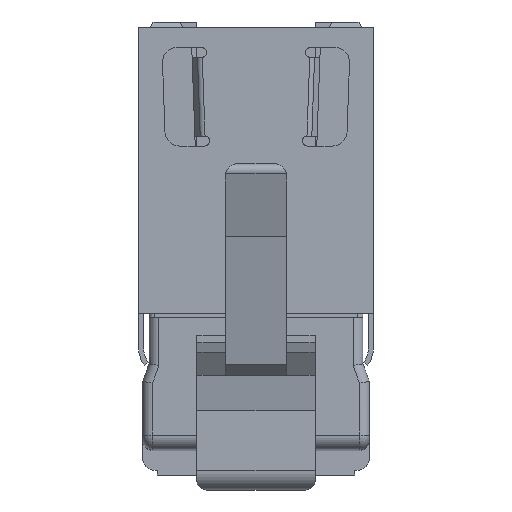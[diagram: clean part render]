
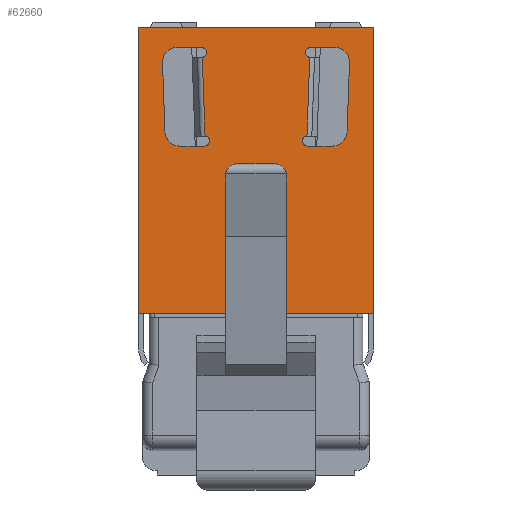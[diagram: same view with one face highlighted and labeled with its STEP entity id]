
A CAD part, top view. The second image highlights one B-rep face of the part: STEP entity #62660.
In plain terms, the highlighted face is planar.
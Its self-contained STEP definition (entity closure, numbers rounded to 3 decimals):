
#4700=CARTESIAN_POINT('',(2.77,-3.176,
28.279));
#4710=VERTEX_POINT('',#4700);
#5120=CARTESIAN_POINT('',(2.628,-3.176,
24.212));
#5130=VERTEX_POINT('',#5120);
#5160=CARTESIAN_POINT('',(1.991,-3.176,
5.97));
#5170=DIRECTION('',(-0.035,0.,-0.999));
#5180=VECTOR('',#5170,1.);
#5190=LINE('',#5160,#5180);
#5200=EDGE_CURVE('',#4710,#5130,#5190,.T.);
#8970=CARTESIAN_POINT('',(4.058,-3.176,
28.022));
#8980=DIRECTION('',(0.,1.,0.));
#8990=DIRECTION('',(-1.,0.,0.));
#9000=AXIS2_PLACEMENT_3D('',#8970,#8980,#8990);
#9010=CIRCLE('',#9000,0.762);
#9020=CARTESIAN_POINT('',(4.058,-3.176,
28.784));
#9030=VERTEX_POINT('',#9020);
#9040=CARTESIAN_POINT('',(4.82,-3.176,
27.996));
#9050=VERTEX_POINT('',#9040);
#9060=EDGE_CURVE('',#9030,#9050,#9010,.T.);
#10120=CARTESIAN_POINT('',(2.805,-3.176,
28.784));
#10130=VERTEX_POINT('',#10120);
#10160=CARTESIAN_POINT('',(0.,-3.176,
28.784));
#10170=DIRECTION('',(1.,0.,0.));
#10180=VECTOR('',#10170,1.);
#10190=LINE('',#10160,#10180);
#10200=EDGE_CURVE('',#10130,#9030,#10190,.T.);
#21490=CARTESIAN_POINT('',(-6.058,-3.176,
15.068));
#21500=VERTEX_POINT('',#21490);
#21530=CARTESIAN_POINT('',(0.927,-3.176,
15.068));
#21540=DIRECTION('',(-1.,0.,0.));
#21550=VECTOR('',#21540,1.);
#21560=LINE('',#21530,#21550);
#21570=CARTESIAN_POINT('',(6.058,-3.176,
15.068));
#21580=VERTEX_POINT('',#21570);
#21590=EDGE_CURVE('',#21580,#21500,#21560,.T.);
#41880=CARTESIAN_POINT('',(0.,-3.176,
23.704));
#41890=DIRECTION('',(-1.,0.,0.));
#41900=VECTOR('',#41890,1.);
#41910=LINE('',#41880,#41900);
#41920=CARTESIAN_POINT('',(3.934,-3.176,
23.704));
#41930=VERTEX_POINT('',#41920);
#41940=CARTESIAN_POINT('',(2.645,-3.176,
23.704));
#41950=VERTEX_POINT('',#41940);
#41960=EDGE_CURVE('',#41930,#41950,#41910,.T.);
#46580=CARTESIAN_POINT('',(-6.058,-3.176,
29.8));
#46590=VERTEX_POINT('',#46580);
#46880=CARTESIAN_POINT('',(6.058,-3.176,
29.8));
#46890=VERTEX_POINT('',#46880);
#46920=CARTESIAN_POINT('',(0.,-3.176,
29.8));
#46930=DIRECTION('',(-1.,0.,0.));
#46940=VECTOR('',#46930,1.);
#46950=LINE('',#46920,#46940);
#46960=EDGE_CURVE('',#46890,#46590,#46950,.T.);
#49540=CARTESIAN_POINT('',(4.695,-3.176,
24.44));
#49550=VERTEX_POINT('',#49540);
#49600=CARTESIAN_POINT('',(4.051,-3.176,
5.97));
#49610=DIRECTION('',(-0.035,0.,-0.999));
#49620=VECTOR('',#49610,1.);
#49630=LINE('',#49600,#49620);
#49640=EDGE_CURVE('',#9050,#49550,#49630,.T.);
#49790=CARTESIAN_POINT('',(2.805,-3.176,
28.53));
#49800=DIRECTION('',(0.,-1.,0.));
#49810=DIRECTION('',(0.,0.,1.));
#49820=AXIS2_PLACEMENT_3D('',#49790,#49800,#49810);
#49830=CIRCLE('',#49820,0.254);
#49840=EDGE_CURVE('',#10130,#4710,#49830,.T.);
#51340=CARTESIAN_POINT('',(6.058,-3.176,
15.068));
#51350=DIRECTION('',(0.,0.,1.));
#51360=VECTOR('',#51350,1.);
#51370=LINE('',#51340,#51360);
#51380=EDGE_CURVE('',#21580,#46890,#51370,.T.);
#51580=CARTESIAN_POINT('',(3.934,-3.176,
24.466));
#51590=DIRECTION('',(0.,-1.,0.));
#51600=DIRECTION('',(1.,0.,0.));
#51610=AXIS2_PLACEMENT_3D('',#51580,#51590,#51600);
#51620=CIRCLE('',#51610,0.762);
#51630=EDGE_CURVE('',#41930,#49550,#51620,.T.);
#61320=CARTESIAN_POINT('',(2.645,-3.176,
23.958));
#61330=DIRECTION('',(0.,-1.,0.));
#61340=DIRECTION('',(-0.069,0.,0.998));
#61350=AXIS2_PLACEMENT_3D('',#61320,#61330,#61340);
#61360=CIRCLE('',#61350,0.254);
#61370=EDGE_CURVE('',#5130,#41950,#61360,.T.);
#61700=CARTESIAN_POINT('',(0.,-3.176,
22.434));
#61710=DIRECTION('',(0.,-1.,0.));
#61720=DIRECTION('',(0.,0.,1.));
#61730=AXIS2_PLACEMENT_3D('',#61700,#61710,#61720);
#61740=PLANE('',#61730);
#61750=CARTESIAN_POINT('',(-6.058,-3.176,
15.068));
#61760=DIRECTION('',(0.,0.,1.));
#61770=VECTOR('',#61760,1.);
#61780=LINE('',#61750,#61770);
#61790=EDGE_CURVE('',#21500,#46590,#61780,.T.);
#61800=ORIENTED_EDGE('',*,*,#61790,.F.);
#61810=ORIENTED_EDGE('',*,*,#46960,.T.);
#61820=ORIENTED_EDGE('',*,*,#51380,.T.);
#61830=ORIENTED_EDGE('',*,*,#21590,.F.);
#61840=EDGE_LOOP('',(#61830,#61820,#61810,#61800));
#61850=FACE_OUTER_BOUND('',#61840,.T.);
#61860=ORIENTED_EDGE('',*,*,#61370,.F.);
#61870=ORIENTED_EDGE('',*,*,#41960,.T.);
#61880=ORIENTED_EDGE('',*,*,#51630,.F.);
#61890=ORIENTED_EDGE('',*,*,#49640,.T.);
#61900=ORIENTED_EDGE('',*,*,#9060,.T.);
#61910=ORIENTED_EDGE('',*,*,#10200,.T.);
#61920=ORIENTED_EDGE('',*,*,#49840,.F.);
#61930=ORIENTED_EDGE('',*,*,#5200,.F.);
#61940=EDGE_LOOP('',(#61930,#61920,#61910,#61900,#61890,#61880,#61870,
#61860));
#61950=FACE_BOUND('',#61940,.T.);
#61960=CARTESIAN_POINT('',(-1.991,-3.176,
5.97));
#61970=DIRECTION('',(0.035,0.,-0.999));
#61980=VECTOR('',#61970,1.);
#61990=LINE('',#61960,#61980);
#62000=CARTESIAN_POINT('',(-2.77,-3.176,
28.279));
#62010=VERTEX_POINT('',#62000);
#62020=CARTESIAN_POINT('',(-2.628,-3.176,
24.212));
#62030=VERTEX_POINT('',#62020);
#62040=EDGE_CURVE('',#62010,#62030,#61990,.T.);
#62050=ORIENTED_EDGE('',*,*,#62040,.T.);
#62060=CARTESIAN_POINT('',(-2.805,-3.176,
28.53));
#62070=DIRECTION('',(0.,1.,0.));
#62080=DIRECTION('',(0.,0.,1.));
#62090=AXIS2_PLACEMENT_3D('',#62060,#62070,#62080);
#62100=CIRCLE('',#62090,0.254);
#62110=CARTESIAN_POINT('',(-2.805,-3.176,
28.784));
#62120=VERTEX_POINT('',#62110);
#62130=EDGE_CURVE('',#62120,#62010,#62100,.T.);
#62140=ORIENTED_EDGE('',*,*,#62130,.T.);
#62150=CARTESIAN_POINT('',(0.,-3.176,
28.784));
#62160=DIRECTION('',(-1.,0.,0.));
#62170=VECTOR('',#62160,1.);
#62180=LINE('',#62150,#62170);
#62190=CARTESIAN_POINT('',(-4.058,-3.176,
28.784));
#62200=VERTEX_POINT('',#62190);
#62210=EDGE_CURVE('',#62120,#62200,#62180,.T.);
#62220=ORIENTED_EDGE('',*,*,#62210,.F.);
#62230=CARTESIAN_POINT('',(-4.058,-3.176,
28.022));
#62240=DIRECTION('',(0.,-1.,0.));
#62250=DIRECTION('',(1.,0.,0.));
#62260=AXIS2_PLACEMENT_3D('',#62230,#62240,#62250);
#62270=CIRCLE('',#62260,0.762);
#62280=CARTESIAN_POINT('',(-4.82,-3.176,
27.996));
#62290=VERTEX_POINT('',#62280);
#62300=EDGE_CURVE('',#62200,#62290,#62270,.T.);
#62310=ORIENTED_EDGE('',*,*,#62300,.F.);
#62320=CARTESIAN_POINT('',(-4.051,-3.176,
5.97));
#62330=DIRECTION('',(0.035,0.,-0.999));
#62340=VECTOR('',#62330,1.);
#62350=LINE('',#62320,#62340);
#62360=CARTESIAN_POINT('',(-4.695,-3.176,
24.44));
#62370=VERTEX_POINT('',#62360);
#62380=EDGE_CURVE('',#62290,#62370,#62350,.T.);
#62390=ORIENTED_EDGE('',*,*,#62380,.F.);
#62400=CARTESIAN_POINT('',(-3.934,-3.176,
24.466));
#62410=DIRECTION('',(0.,1.,0.));
#62420=DIRECTION('',(-1.,0.,0.));
#62430=AXIS2_PLACEMENT_3D('',#62400,#62410,#62420);
#62440=CIRCLE('',#62430,0.762);
#62450=CARTESIAN_POINT('',(-3.934,-3.176,
23.704));
#62460=VERTEX_POINT('',#62450);
#62470=EDGE_CURVE('',#62460,#62370,#62440,.T.);
#62480=ORIENTED_EDGE('',*,*,#62470,.T.);
#62490=CARTESIAN_POINT('',(0.,-3.176,
23.704));
#62500=DIRECTION('',(1.,0.,0.));
#62510=VECTOR('',#62500,1.);
#62520=LINE('',#62490,#62510);
#62530=CARTESIAN_POINT('',(-2.645,-3.176,
23.704));
#62540=VERTEX_POINT('',#62530);
#62550=EDGE_CURVE('',#62460,#62540,#62520,.T.);
#62560=ORIENTED_EDGE('',*,*,#62550,.F.);
#62570=CARTESIAN_POINT('',(-2.645,-3.176,
23.958));
#62580=DIRECTION('',(0.,1.,0.));
#62590=DIRECTION('',(0.069,0.,0.998));
#62600=AXIS2_PLACEMENT_3D('',#62570,#62580,#62590);
#62610=CIRCLE('',#62600,0.254);
#62620=EDGE_CURVE('',#62030,#62540,#62610,.T.);
#62630=ORIENTED_EDGE('',*,*,#62620,.T.);
#62640=EDGE_LOOP('',(#62630,#62560,#62480,#62390,#62310,#62220,#62140,
#62050));
#62650=FACE_BOUND('',#62640,.T.);
#62660=ADVANCED_FACE('',(#61850,#61950,#62650),#61740,.T.);
